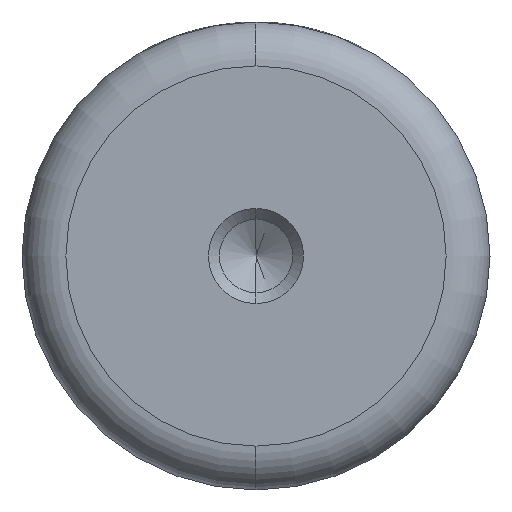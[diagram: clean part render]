
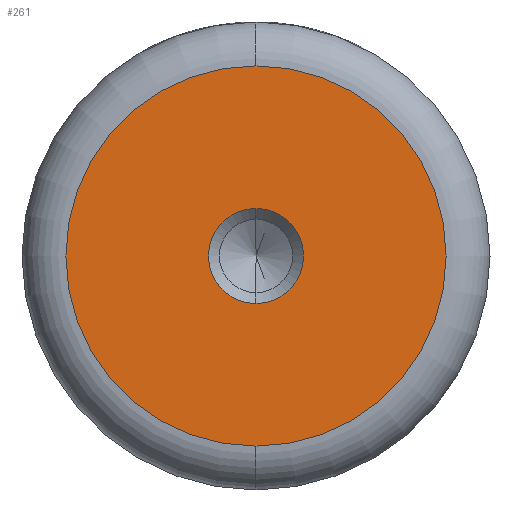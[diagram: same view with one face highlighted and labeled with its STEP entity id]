
A CAD part, left-side view. The second image highlights one B-rep face of the part: STEP entity #261.
In plain terms, the highlighted planar face has unit normal (-1, 0, 0).
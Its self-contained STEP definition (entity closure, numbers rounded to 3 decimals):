
#34 = DIRECTION ( 'NONE',  ( -1., 0., 0. ) ) ;
#47 = DIRECTION ( 'NONE',  ( -1., 0., 0. ) ) ;
#52 = ORIENTED_EDGE ( 'NONE', *, *, #879, .T. ) ;
#55 = CARTESIAN_POINT ( 'NONE',  ( 0., 0., -3.25 ) ) ;
#71 = EDGE_LOOP ( 'NONE', ( #1008, #52 ) ) ;
#104 = AXIS2_PLACEMENT_3D ( 'NONE', #295, #47, #525 ) ;
#147 = VERTEX_POINT ( 'NONE', #394 ) ;
#152 = AXIS2_PLACEMENT_3D ( 'NONE', #436, #1183, #548 ) ;
#153 = AXIS2_PLACEMENT_3D ( 'NONE', #905, #251, #1013 ) ;
#170 = EDGE_CURVE ( 'NONE', #343, #446, #1326, .T. ) ;
#194 = EDGE_CURVE ( 'NONE', #446, #343, #1120, .T. ) ;
#251 = DIRECTION ( 'NONE',  ( -1., 0., 0. ) ) ;
#261 = ADVANCED_FACE ( 'NONE', ( #806, #1380 ), #1158, .T. ) ;
#295 = CARTESIAN_POINT ( 'NONE',  ( 0., 0., 0. ) ) ;
#307 = CIRCLE ( 'NONE', #152, 13. ) ;
#343 = VERTEX_POINT ( 'NONE', #55 ) ;
#394 = CARTESIAN_POINT ( 'NONE',  ( 0., 0., -13. ) ) ;
#400 = CIRCLE ( 'NONE', #153, 13. ) ;
#436 = CARTESIAN_POINT ( 'NONE',  ( 0., 0., 0. ) ) ;
#446 = VERTEX_POINT ( 'NONE', #786 ) ;
#512 = CARTESIAN_POINT ( 'NONE',  ( 0., 0., 0. ) ) ;
#525 = DIRECTION ( 'NONE',  ( 0., 0., 1. ) ) ;
#534 = VERTEX_POINT ( 'NONE', #1107 ) ;
#548 = DIRECTION ( 'NONE',  ( 0., 0., 1. ) ) ;
#624 = DIRECTION ( 'NONE',  ( 0., 0., 1. ) ) ;
#726 = CARTESIAN_POINT ( 'NONE',  ( 0., 0., 0. ) ) ;
#734 = ORIENTED_EDGE ( 'NONE', *, *, #170, .F. ) ;
#786 = CARTESIAN_POINT ( 'NONE',  ( 0., 0., 3.25 ) ) ;
#797 = EDGE_LOOP ( 'NONE', ( #1369, #734 ) ) ;
#806 = FACE_BOUND ( 'NONE', #797, .T. ) ;
#828 = DIRECTION ( 'NONE',  ( 0., 0., 1. ) ) ;
#879 = EDGE_CURVE ( 'NONE', #147, #534, #400, .T. ) ;
#905 = CARTESIAN_POINT ( 'NONE',  ( 0., 0., 0. ) ) ;
#948 = AXIS2_PLACEMENT_3D ( 'NONE', #512, #1262, #624 ) ;
#1008 = ORIENTED_EDGE ( 'NONE', *, *, #1172, .T. ) ;
#1013 = DIRECTION ( 'NONE',  ( 0., 0., 1. ) ) ;
#1020 = AXIS2_PLACEMENT_3D ( 'NONE', #726, #34, #828 ) ;
#1107 = CARTESIAN_POINT ( 'NONE',  ( 0., 0., 13. ) ) ;
#1120 = CIRCLE ( 'NONE', #948, 3.25 ) ;
#1158 = PLANE ( 'NONE',  #104 ) ;
#1172 = EDGE_CURVE ( 'NONE', #534, #147, #307, .T. ) ;
#1183 = DIRECTION ( 'NONE',  ( -1., 0., 0. ) ) ;
#1262 = DIRECTION ( 'NONE',  ( -1., 0., 0. ) ) ;
#1326 = CIRCLE ( 'NONE', #1020, 3.25 ) ;
#1369 = ORIENTED_EDGE ( 'NONE', *, *, #194, .F. ) ;
#1380 = FACE_OUTER_BOUND ( 'NONE', #71, .T. ) ;
